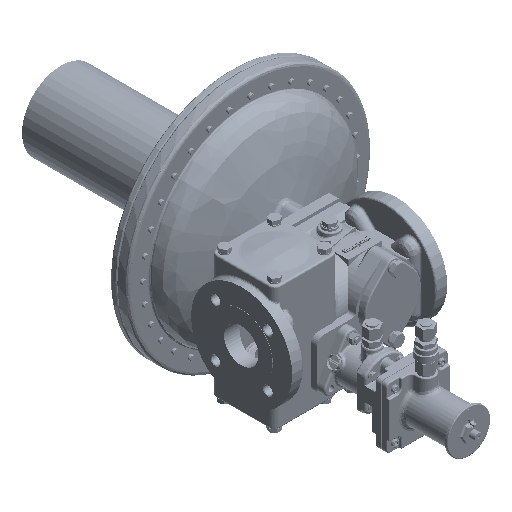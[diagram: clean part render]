
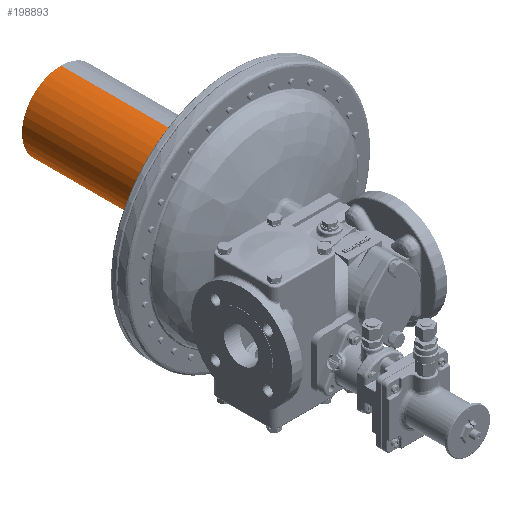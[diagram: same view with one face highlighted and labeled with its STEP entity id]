
A CAD part, isometric view. The second image highlights one B-rep face of the part: STEP entity #198893.
In plain terms, the highlighted cylindrical face has radius 63.5 mm (diameter 127 mm), a partial arc.
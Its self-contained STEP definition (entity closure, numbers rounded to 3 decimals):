
#193 = CARTESIAN_POINT ( 'NONE',  ( 121., 469.3, 0. ) ) ;
#4915 = DIRECTION ( 'NONE',  ( 0., -1., 0. ) ) ;
#7633 = CYLINDRICAL_SURFACE ( 'NONE', #116229, 63.5 ) ;
#10482 = LINE ( 'NONE', #149842, #140828 ) ;
#17242 = DIRECTION ( 'NONE',  ( 0., 0., -1. ) ) ;
#17283 = EDGE_CURVE ( 'NONE', #43147, #181193, #194999, .T. ) ;
#18971 = CIRCLE ( 'NONE', #217477, 63.5 ) ;
#34098 = ORIENTED_EDGE ( 'NONE', *, *, #35802, .F. ) ;
#35802 = EDGE_CURVE ( 'NONE', #132380, #98556, #10482, .T. ) ;
#43147 = VERTEX_POINT ( 'NONE', #205327 ) ;
#46494 = ORIENTED_EDGE ( 'NONE', *, *, #139976, .T. ) ;
#54425 = DIRECTION ( 'NONE',  ( 0., -1., 0. ) ) ;
#60764 = CARTESIAN_POINT ( 'NONE',  ( 121., 469.3, 63.5 ) ) ;
#64380 = DIRECTION ( 'NONE',  ( 0., -1., 0. ) ) ;
#64632 = VECTOR ( 'NONE', #4915, 1000. ) ;
#68086 = DIRECTION ( 'NONE',  ( 0., 1., 0. ) ) ;
#88553 = DIRECTION ( 'NONE',  ( 0., 0., -1. ) ) ;
#89596 = CARTESIAN_POINT ( 'NONE',  ( 121., 469.3, -63.5 ) ) ;
#90384 = FACE_OUTER_BOUND ( 'NONE', #143883, .T. ) ;
#98556 = VERTEX_POINT ( 'NONE', #207603 ) ;
#116229 = AXIS2_PLACEMENT_3D ( 'NONE', #207564, #54425, #88553 ) ;
#119029 = DIRECTION ( 'NONE',  ( 0., -1., 0. ) ) ;
#123970 = CARTESIAN_POINT ( 'NONE',  ( 121., 264.3, -63.5 ) ) ;
#132380 = VERTEX_POINT ( 'NONE', #60764 ) ;
#139976 = EDGE_CURVE ( 'NONE', #181193, #98556, #18971, .T. ) ;
#140828 = VECTOR ( 'NONE', #64380, 1000. ) ;
#143883 = EDGE_LOOP ( 'NONE', ( #34098, #189424, #202412, #46494 ) ) ;
#149842 = CARTESIAN_POINT ( 'NONE',  ( 121., 469.3, 63.5 ) ) ;
#153486 = CIRCLE ( 'NONE', #208405, 63.5 ) ;
#162790 = EDGE_CURVE ( 'NONE', #132380, #43147, #153486, .T. ) ;
#169940 = CARTESIAN_POINT ( 'NONE',  ( 121., 264.3, 0. ) ) ;
#181193 = VERTEX_POINT ( 'NONE', #123970 ) ;
#187024 = DIRECTION ( 'NONE',  ( 0., 0., -1. ) ) ;
#189424 = ORIENTED_EDGE ( 'NONE', *, *, #162790, .T. ) ;
#194999 = LINE ( 'NONE', #89596, #64632 ) ;
#198893 = ADVANCED_FACE ( 'NONE', ( #90384 ), #7633, .T. ) ;
#202412 = ORIENTED_EDGE ( 'NONE', *, *, #17283, .T. ) ;
#205327 = CARTESIAN_POINT ( 'NONE',  ( 121., 469.3, -63.5 ) ) ;
#207564 = CARTESIAN_POINT ( 'NONE',  ( 121., 469.3, 0. ) ) ;
#207603 = CARTESIAN_POINT ( 'NONE',  ( 121., 264.3, 63.5 ) ) ;
#208405 = AXIS2_PLACEMENT_3D ( 'NONE', #193, #119029, #17242 ) ;
#217477 = AXIS2_PLACEMENT_3D ( 'NONE', #169940, #68086, #187024 ) ;
